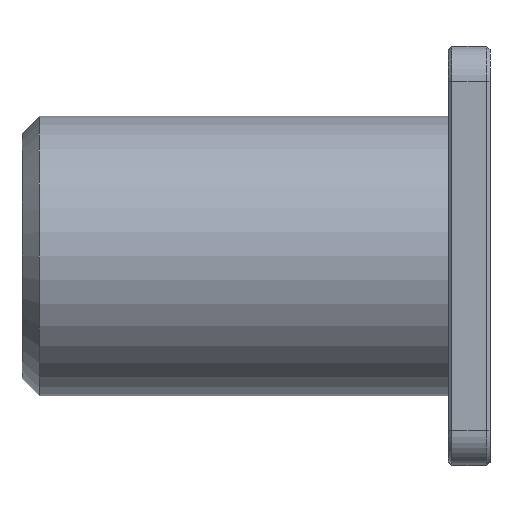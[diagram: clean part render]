
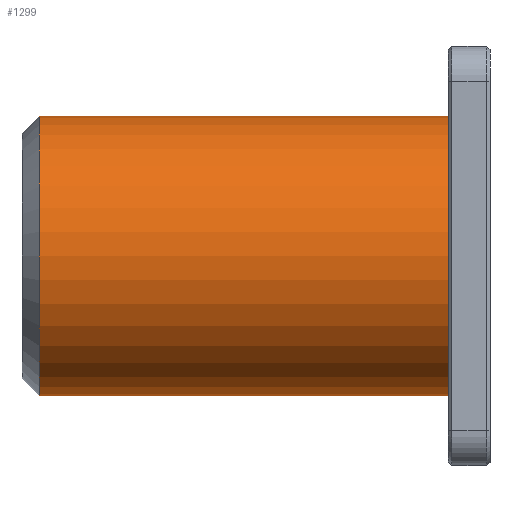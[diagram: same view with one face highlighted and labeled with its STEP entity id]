
A CAD part, left-side view. The second image highlights one B-rep face of the part: STEP entity #1299.
In plain terms, the highlighted cylindrical face has radius 40 mm (diameter 80 mm), a partial arc.
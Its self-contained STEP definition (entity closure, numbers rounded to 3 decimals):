
#10 = CARTESIAN_POINT ( 'NONE',  ( 0., 267.137, 0. ) ) ;
#36 = LINE ( 'NONE', #2396, #246 ) ;
#246 = VECTOR ( 'NONE', #847, 1000. ) ;
#252 = AXIS2_PLACEMENT_3D ( 'NONE', #10, #768, #1586 ) ;
#392 = ORIENTED_EDGE ( 'NONE', *, *, #1150, .T. ) ;
#448 = LINE ( 'NONE', #954, #1611 ) ;
#768 = DIRECTION ( 'NONE',  ( 0., -1., 0. ) ) ;
#770 = EDGE_CURVE ( 'NONE', #948, #1007, #448, .T. ) ;
#810 = ORIENTED_EDGE ( 'NONE', *, *, #2139, .T. ) ;
#847 = DIRECTION ( 'NONE',  ( 0., -1., 0. ) ) ;
#898 = DIRECTION ( 'NONE',  ( 0., 1., 0. ) ) ;
#946 = DIRECTION ( 'NONE',  ( 0., 0., 1. ) ) ;
#948 = VERTEX_POINT ( 'NONE', #2328 ) ;
#954 = CARTESIAN_POINT ( 'NONE',  ( 0., 267.137, 40. ) ) ;
#1007 = VERTEX_POINT ( 'NONE', #2954 ) ;
#1024 = DIRECTION ( 'NONE',  ( 0., -1., 0. ) ) ;
#1032 = ORIENTED_EDGE ( 'NONE', *, *, #2730, .T. ) ;
#1044 = CARTESIAN_POINT ( 'NONE',  ( 0., 124., -40. ) ) ;
#1150 = EDGE_CURVE ( 'NONE', #948, #2630, #3023, .T. ) ;
#1299 = ADVANCED_FACE ( 'NONE', ( #1333 ), #3092, .T. ) ;
#1333 = FACE_OUTER_BOUND ( 'NONE', #1693, .T. ) ;
#1484 = DIRECTION ( 'NONE',  ( 0., 0., 1. ) ) ;
#1586 = DIRECTION ( 'NONE',  ( 0., 0., -1. ) ) ;
#1611 = VECTOR ( 'NONE', #1024, 1000. ) ;
#1693 = EDGE_LOOP ( 'NONE', ( #2268, #392, #1032, #810 ) ) ;
#1762 = CARTESIAN_POINT ( 'NONE',  ( 0., 7., -40. ) ) ;
#2012 = AXIS2_PLACEMENT_3D ( 'NONE', #3019, #2021, #1484 ) ;
#2021 = DIRECTION ( 'NONE',  ( 0., -1., 0. ) ) ;
#2139 = EDGE_CURVE ( 'NONE', #2248, #1007, #2837, .T. ) ;
#2248 = VERTEX_POINT ( 'NONE', #1762 ) ;
#2268 = ORIENTED_EDGE ( 'NONE', *, *, #770, .F. ) ;
#2328 = CARTESIAN_POINT ( 'NONE',  ( 0., 124., 40. ) ) ;
#2396 = CARTESIAN_POINT ( 'NONE',  ( 0., 267.137, -40. ) ) ;
#2469 = CARTESIAN_POINT ( 'NONE',  ( 0., 7., 0. ) ) ;
#2630 = VERTEX_POINT ( 'NONE', #1044 ) ;
#2730 = EDGE_CURVE ( 'NONE', #2630, #2248, #36, .T. ) ;
#2837 = CIRCLE ( 'NONE', #3104, 40. ) ;
#2954 = CARTESIAN_POINT ( 'NONE',  ( 0., 7., 40. ) ) ;
#3019 = CARTESIAN_POINT ( 'NONE',  ( 0., 124., 0. ) ) ;
#3023 = CIRCLE ( 'NONE', #2012, 40. ) ;
#3092 = CYLINDRICAL_SURFACE ( 'NONE', #252, 40. ) ;
#3104 = AXIS2_PLACEMENT_3D ( 'NONE', #2469, #898, #946 ) ;
